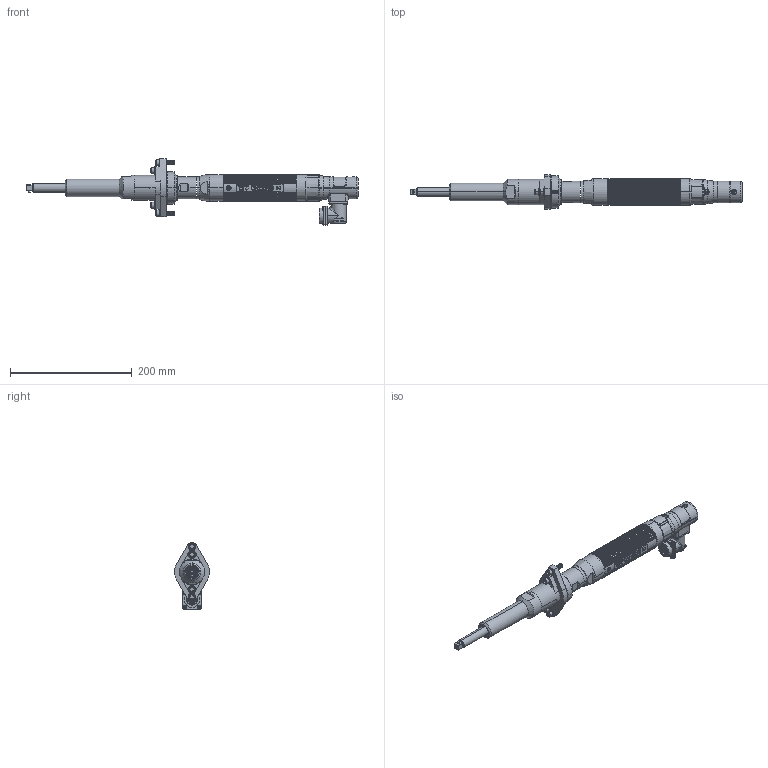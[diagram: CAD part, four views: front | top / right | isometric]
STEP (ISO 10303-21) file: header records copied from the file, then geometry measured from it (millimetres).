
FILE_DESCRIPTION((''),'2;1');
FILE_NAME('EB33MBF2-28','2015-05-26T',('EJF1116'),(''),'PRO/ENGINEER BY PARAMETRIC TECHNOLOGY CORPORATION, 2010430','PRO/ENGINEER BY PARAMETRIC TECHNOLOGY CORPORATION, 2010430','');
FILE_SCHEMA(('CONFIG_CONTROL_DESIGN'));
Products named in the file (1): EB33MBF2-28
Bounding box: 545.11 x 57.15 x 108.93 mm (x, y, z)
Surface area: 90675.7 mm2 (no closed solid volume)
Topology: 0 solids, 151 shells, 801 faces, 3931 edges, 3199 vertices
Faces by surface type: cylinder 365, plane 236, cone 83, bspline 70, torus 45, extrusion 2
Entity records: 54251 total; most frequent: CARTESIAN_POINT 24743, DIRECTION 5641, ORIENTED_EDGE 5343, EDGE_CURVE 3931, VERTEX_POINT 3199, VECTOR 2195, LINE 2193, AXIS2_PLACEMENT_3D 1723
